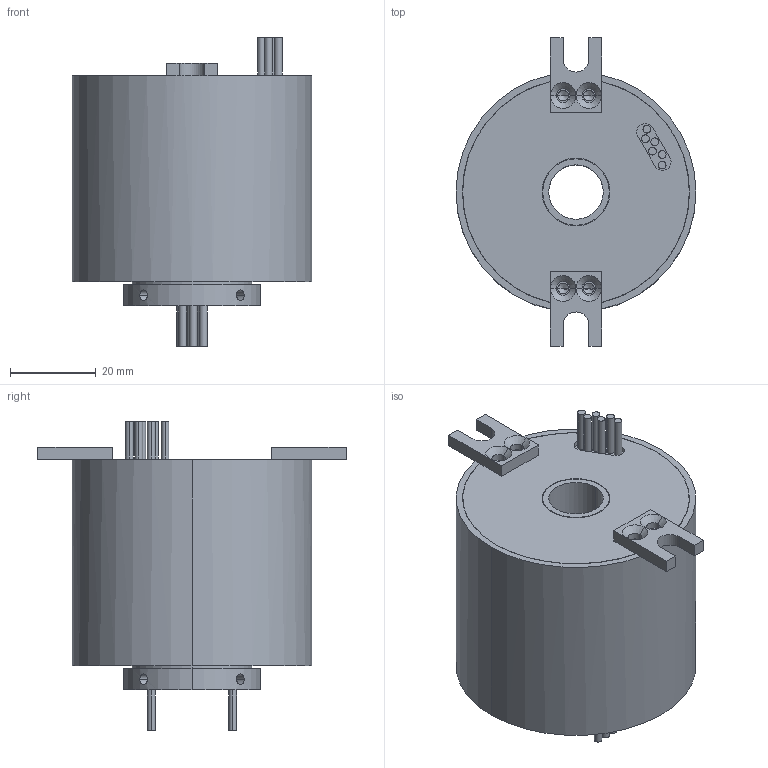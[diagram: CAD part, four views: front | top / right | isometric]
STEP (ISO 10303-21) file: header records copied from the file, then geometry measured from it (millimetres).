
FILE_DESCRIPTION (( 'STEP AP214' ), '1' );
FILE_NAME ('RT1256-P0610-IP65.STEP', '2020-07-16T03:01:25', ( 'admin321' ), ( '' ), 'SwSTEP 2.0', 'SolidWorks 2014', '' );
FILE_SCHEMA (( 'AUTOMOTIVE_DESIGN' ));
Length unit declared in the file: millimetre
Products named in the file (1): RT1256-P0610-IP65
Bounding box: 56 x 72 x 72.2 mm (x, y, z)
Volume: 116565.6 mm3; surface area: 19897 mm2
Topology: 1 solids, 1 shells, 155 faces, 361 edges, 222 vertices
Faces by surface type: cylinder 83, plane 56, cone 16
Entity records: 4883 total; most frequent: CARTESIAN_POINT 1027, DIRECTION 823, ORIENTED_EDGE 706, EDGE_CURVE 353, AXIS2_PLACEMENT_3D 330, VERTEX_POINT 222, EDGE_LOOP 191, CIRCLE 174
